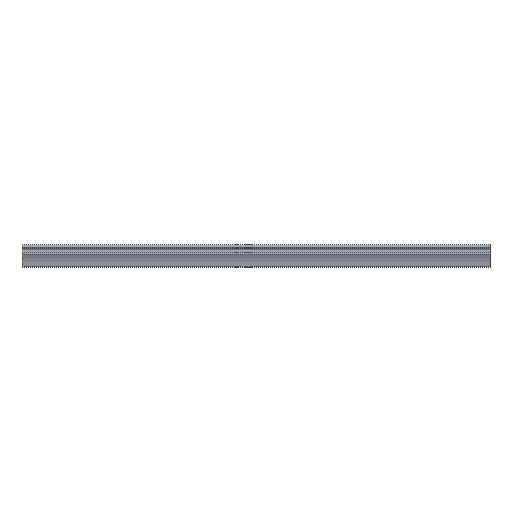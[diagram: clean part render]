
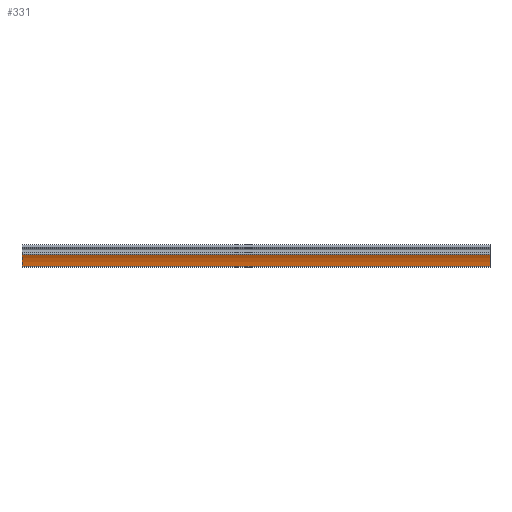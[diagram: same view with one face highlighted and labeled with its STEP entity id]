
A CAD part, front view. The second image highlights one B-rep face of the part: STEP entity #331.
In plain terms, the highlighted cylindrical face has radius 60 mm (diameter 120 mm), a partial arc.
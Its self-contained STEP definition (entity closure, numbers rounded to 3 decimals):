
#331=ADVANCED_FACE('',(#658),#659,.F.);
#658=FACE_OUTER_BOUND('',#986,.T.);
#659=CYLINDRICAL_SURFACE('',#987,60.);
#986=EDGE_LOOP('',(#1813,#1814,#1815,#1816));
#987=AXIS2_PLACEMENT_3D('',#1817,#1818,#1819);
#1813=ORIENTED_EDGE('',*,*,#2439,.T.);
#1814=ORIENTED_EDGE('',*,*,#2301,.F.);
#1815=ORIENTED_EDGE('',*,*,#2440,.F.);
#1816=ORIENTED_EDGE('',*,*,#2436,.T.);
#1817=CARTESIAN_POINT('',(1000.0,-77.274,-20.706));
#1818=DIRECTION('',(-1.0,0.0,0.0));
#1819=DIRECTION('',(0.0,0.889,0.458));
#2301=EDGE_CURVE('',#2846,#2841,#2848,.T.);
#2436=EDGE_CURVE('',#3050,#3048,#3051,.T.);
#2439=EDGE_CURVE('',#3048,#2841,#3054,.T.);
#2440=EDGE_CURVE('',#3050,#2846,#3055,.T.);
#2841=VERTEX_POINT('',#3620);
#2846=VERTEX_POINT('',#3626);
#2848=LINE('',#3628,#3629);
#3048=VERTEX_POINT('',#3922);
#3050=VERTEX_POINT('',#3924);
#3051=LINE('',#3925,#3926);
#3054=CIRCLE('',#3929,60.);
#3055=CIRCLE('',#3930,60.);
#3620=CARTESIAN_POINT('',(0.0,-17.342,-17.848));
#3626=CARTESIAN_POINT('',(1000.0,-17.342,-17.848));
#3628=CARTESIAN_POINT('',(1000.0,-17.342,-17.848));
#3629=VECTOR('',#4207,1.0);
#3922=CARTESIAN_POINT('',(0.0,-23.943,6.786));
#3924=CARTESIAN_POINT('',(1000.0,-23.943,6.786));
#3925=CARTESIAN_POINT('',(1000.0,-23.943,6.786));
#3926=VECTOR('',#4322,1.0);
#3929=AXIS2_PLACEMENT_3D('',#4326,#4327,#4328);
#3930=AXIS2_PLACEMENT_3D('',#4329,#4330,#4331);
#4207=DIRECTION('',(-1.0,0.0,0.0));
#4322=DIRECTION('',(-1.0,0.0,0.0));
#4326=CARTESIAN_POINT('',(0.0,-77.274,-20.706));
#4327=DIRECTION('',(-1.0,0.0,0.0));
#4328=DIRECTION('',(0.0,0.889,0.458));
#4329=CARTESIAN_POINT('',(1000.0,-77.274,-20.706));
#4330=DIRECTION('',(-1.0,0.0,0.0));
#4331=DIRECTION('',(0.0,0.889,0.458));
